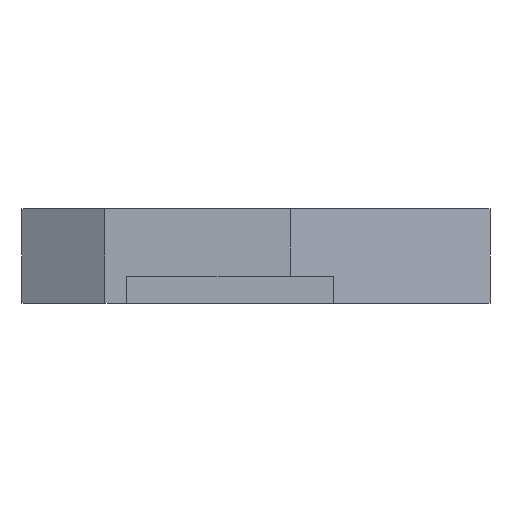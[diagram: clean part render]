
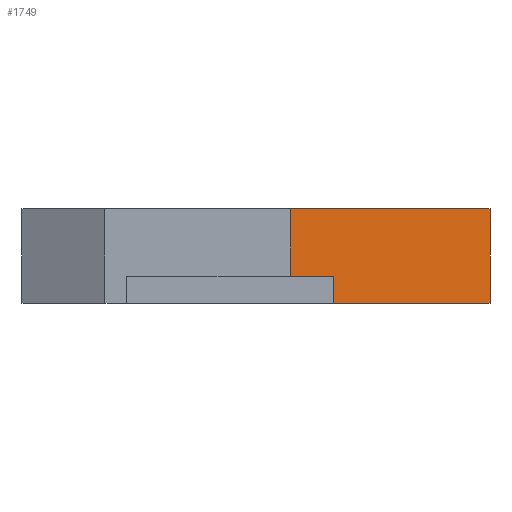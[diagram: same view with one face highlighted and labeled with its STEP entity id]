
A CAD part, left-side view. The second image highlights one B-rep face of the part: STEP entity #1749.
In plain terms, the highlighted planar face has unit normal (-0.73, -0.684, 0).
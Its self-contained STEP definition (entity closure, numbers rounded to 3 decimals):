
#99=FACE_OUTER_BOUND('',#197,.T.);
#197=EDGE_LOOP('',(#1489,#1490,#1491,#1492,#1493,#1494));
#232=LINE('',#2335,#474);
#237=LINE('',#2344,#479);
#239=LINE('',#2348,#481);
#423=LINE('',#2720,#665);
#430=LINE('',#2735,#672);
#431=LINE('',#2736,#673);
#474=VECTOR('',#1901,10.);
#479=VECTOR('',#1910,10.);
#481=VECTOR('',#1914,10.);
#665=VECTOR('',#2224,10.);
#672=VECTOR('',#2239,10.);
#673=VECTOR('',#2240,10.);
#712=VERTEX_POINT('',#2332);
#713=VERTEX_POINT('',#2334);
#715=VERTEX_POINT('',#2343);
#716=VERTEX_POINT('',#2347);
#832=VERTEX_POINT('',#2700);
#845=VERTEX_POINT('',#2734);
#874=EDGE_CURVE('',#713,#712,#232,.T.);
#879=EDGE_CURVE('',#715,#713,#237,.T.);
#881=EDGE_CURVE('',#715,#716,#239,.T.);
#1065=EDGE_CURVE('',#716,#832,#423,.T.);
#1072=EDGE_CURVE('',#712,#845,#430,.T.);
#1073=EDGE_CURVE('',#845,#832,#431,.T.);
#1489=ORIENTED_EDGE('',*,*,#874,.T.);
#1490=ORIENTED_EDGE('',*,*,#1072,.T.);
#1491=ORIENTED_EDGE('',*,*,#1073,.T.);
#1492=ORIENTED_EDGE('',*,*,#1065,.F.);
#1493=ORIENTED_EDGE('',*,*,#881,.F.);
#1494=ORIENTED_EDGE('',*,*,#879,.T.);
#1658=PLANE('',#1854);
#1749=ADVANCED_FACE('',(#99),#1658,.F.);
#1854=AXIS2_PLACEMENT_3D('',#2733,#2237,#2238);
#1901=DIRECTION('',(0.,0.,-1.));
#1910=DIRECTION('',(0.684,-0.73,0.));
#1914=DIRECTION('',(0.,0.,1.));
#2224=DIRECTION('',(0.684,-0.73,0.));
#2237=DIRECTION('center_axis',(0.73,0.684,0.));
#2238=DIRECTION('ref_axis',(-0.684,0.73,0.));
#2239=DIRECTION('',(0.684,-0.73,0.));
#2240=DIRECTION('',(0.,0.,1.));
#2332=CARTESIAN_POINT('',(-38.036,-8.,0.));
#2334=CARTESIAN_POINT('',(-38.036,-8.,4.));
#2335=CARTESIAN_POINT('',(-38.036,-8.,0.));
#2343=CARTESIAN_POINT('',(-44.,-1.637,4.));
#2344=CARTESIAN_POINT('',(-32.775,-13.613,4.));
#2347=CARTESIAN_POINT('',(-44.,-1.637,14.));
#2348=CARTESIAN_POINT('',(-44.,-1.637,0.));
#2700=CARTESIAN_POINT('',(-16.405,-31.078,14.));
#2720=CARTESIAN_POINT('',(-44.,-1.637,14.));
#2733=CARTESIAN_POINT('Origin',(-16.405,-31.078,0.));
#2734=CARTESIAN_POINT('',(-16.405,-31.078,0.));
#2735=CARTESIAN_POINT('',(-44.,-1.637,0.));
#2736=CARTESIAN_POINT('',(-16.405,-31.078,0.));
